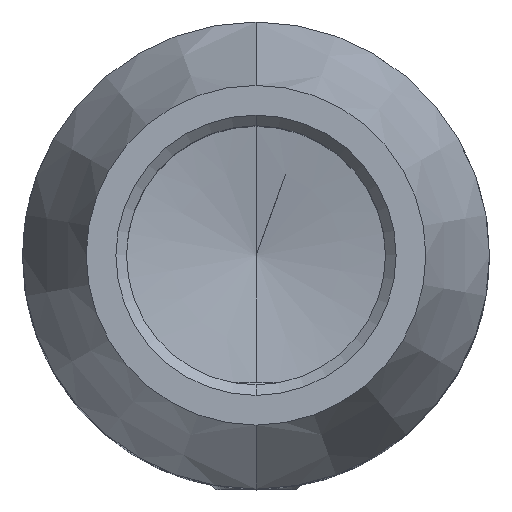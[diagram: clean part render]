
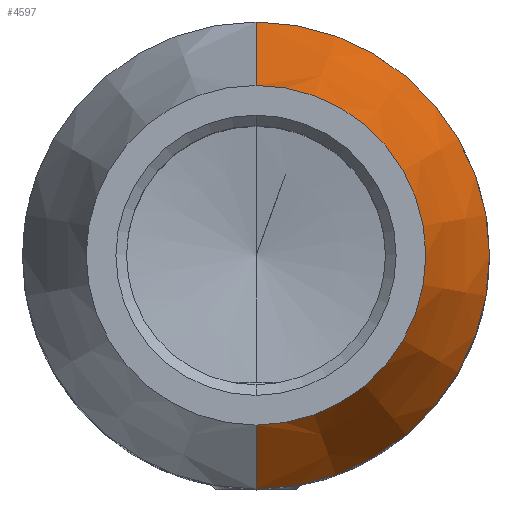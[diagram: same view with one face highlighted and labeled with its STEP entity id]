
A CAD part, top view. The second image highlights one B-rep face of the part: STEP entity #4597.
In plain terms, the highlighted conical face has half-angle 20.556 degrees and reference radius 11 mm.
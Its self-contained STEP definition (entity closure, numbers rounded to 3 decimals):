
#1102 = ORIENTED_EDGE ( 'NONE', *, *, #6383, .T. ) ;
#1372 = CARTESIAN_POINT ( 'NONE',  ( 0., -8., 14.25 ) ) ;
#1519 = DIRECTION ( 'NONE',  ( 0., 0., -1. ) ) ;
#2407 = ORIENTED_EDGE ( 'NONE', *, *, #9856, .F. ) ;
#2760 = VERTEX_POINT ( 'NONE', #1372 ) ;
#3016 = DIRECTION ( 'NONE',  ( 0., 1., 0. ) ) ;
#3701 = DIRECTION ( 'NONE',  ( 0., -0.351, -0.936 ) ) ;
#4597 = ADVANCED_FACE ( 'NONE', ( #12616 ), #7884, .T. ) ;
#4666 = VERTEX_POINT ( 'NONE', #12008 ) ;
#5458 = CARTESIAN_POINT ( 'NONE',  ( 0., 0., 6.25 ) ) ;
#5498 = DIRECTION ( 'NONE',  ( 0., 0.351, -0.936 ) ) ;
#5725 = CARTESIAN_POINT ( 'NONE',  ( 0., -11., 6.25 ) ) ;
#6383 = EDGE_CURVE ( 'NONE', #2760, #16780, #13331, .T. ) ;
#6465 = ORIENTED_EDGE ( 'NONE', *, *, #9180, .T. ) ;
#7675 = LINE ( 'NONE', #15004, #15619 ) ;
#7858 = VECTOR ( 'NONE', #3701, 1000. ) ;
#7884 = CONICAL_SURFACE ( 'NONE', #16689, 11., 0.359 ) ;
#8762 = CARTESIAN_POINT ( 'NONE',  ( 0., -11., 6.25 ) ) ;
#9180 = EDGE_CURVE ( 'NONE', #4666, #2760, #17142, .T. ) ;
#9856 = EDGE_CURVE ( 'NONE', #4666, #16775, #7675, .T. ) ;
#9860 = DIRECTION ( 'NONE',  ( 0., 0., -1. ) ) ;
#11590 = DIRECTION ( 'NONE',  ( 0., 1., 0. ) ) ;
#11776 = ORIENTED_EDGE ( 'NONE', *, *, #17081, .F. ) ;
#12008 = CARTESIAN_POINT ( 'NONE',  ( 0., 8., 14.25 ) ) ;
#12616 = FACE_OUTER_BOUND ( 'NONE', #19635, .T. ) ;
#13331 = LINE ( 'NONE', #8762, #7858 ) ;
#15004 = CARTESIAN_POINT ( 'NONE',  ( 0., 11., 6.25 ) ) ;
#15619 = VECTOR ( 'NONE', #5498, 1000. ) ;
#15662 = CARTESIAN_POINT ( 'NONE',  ( 0., 0., 14.25 ) ) ;
#16585 = DIRECTION ( 'NONE',  ( 0., 1., 0. ) ) ;
#16689 = AXIS2_PLACEMENT_3D ( 'NONE', #5458, #16719, #16585 ) ;
#16719 = DIRECTION ( 'NONE',  ( 0., 0., -1. ) ) ;
#16775 = VERTEX_POINT ( 'NONE', #20009 ) ;
#16780 = VERTEX_POINT ( 'NONE', #5725 ) ;
#17081 = EDGE_CURVE ( 'NONE', #16775, #16780, #18155, .T. ) ;
#17142 = CIRCLE ( 'NONE', #18467, 8. ) ;
#17847 = CARTESIAN_POINT ( 'NONE',  ( 0., 0., 6.25 ) ) ;
#18155 = CIRCLE ( 'NONE', #19959, 11. ) ;
#18467 = AXIS2_PLACEMENT_3D ( 'NONE', #15662, #1519, #3016 ) ;
#19635 = EDGE_LOOP ( 'NONE', ( #6465, #1102, #11776, #2407 ) ) ;
#19959 = AXIS2_PLACEMENT_3D ( 'NONE', #17847, #9860, #11590 ) ;
#20009 = CARTESIAN_POINT ( 'NONE',  ( 0., 11., 6.25 ) ) ;
